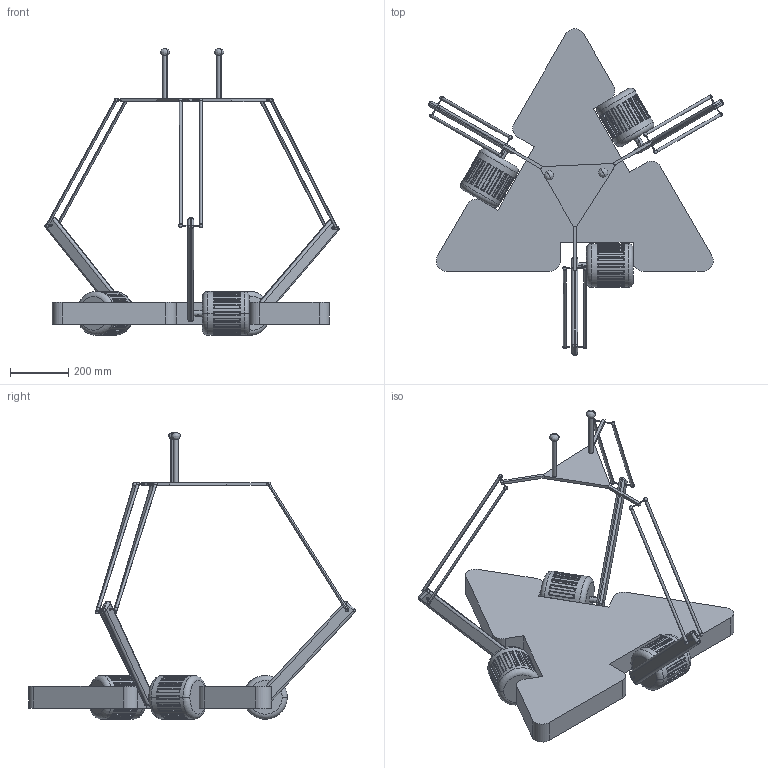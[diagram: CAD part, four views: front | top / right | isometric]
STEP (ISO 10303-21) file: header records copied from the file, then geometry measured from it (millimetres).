
FILE_DESCRIPTION((''),'2;1');
FILE_NAME('FINAL_ASM','2020-10-04T20:27:00',('HP'),(''),'CREO PARAMETRIC BY PTC INC, 2018050','CREO PARAMETRIC BY PTC INC, 2018050','');
FILE_SCHEMA(('CONFIG_CONTROL_DESIGN'));
Length unit declared in the file: millimetre
Products named in the file (13): BASE; MOTOR; ACTUATING_ARM; PASSIVE_ARM; ARM_ASM_AF0_ASM; EXTRA; MOTOR_PLUS_ARM_AF0_ASM; ARM_ASM_AF3_ASM; MOTOR_PLUS_ARM_AF1_ASM; ARM_ASM_AF4_ASM; MOTOR_PLUS_ARM_AF2_ASM; TRAVELLING_PLATFORM; FINAL_ASM
Assembly tree (20 placements, depth 4):
  FINAL_ASM
    BASE
    MOTOR_PLUS_ARM_AF0_ASM
      MOTOR
      ARM_ASM_AF0_ASM
        ACTUATING_ARM
        PASSIVE_ARM
      EXTRA
    MOTOR_PLUS_ARM_AF1_ASM
      MOTOR
      ARM_ASM_AF3_ASM
        ACTUATING_ARM
        PASSIVE_ARM
      EXTRA
    MOTOR_PLUS_ARM_AF2_ASM
      MOTOR
      ARM_ASM_AF4_ASM
        ACTUATING_ARM
        PASSIVE_ARM
      EXTRA
    TRAVELLING_PLATFORM
Bounding box: 1008.68 x 1119.4 x 981.4 mm (x, y, z)
Volume: 36399112 mm3; surface area: 1739226.7 mm2
Topology: 14 solids, 14 shells, 858 faces, 2222 edges, 1411 vertices
Faces by surface type: plane 370, cylinder 256, torus 180, sphere 48, bspline 4
Entity records: 10739 total; most frequent: CARTESIAN_POINT 2625, DIRECTION 1748, ORIENTED_EDGE 1604, EDGE_CURVE 802, AXIS2_PLACEMENT_3D 682, VERTEX_POINT 517, VECTOR 384, LINE 384
